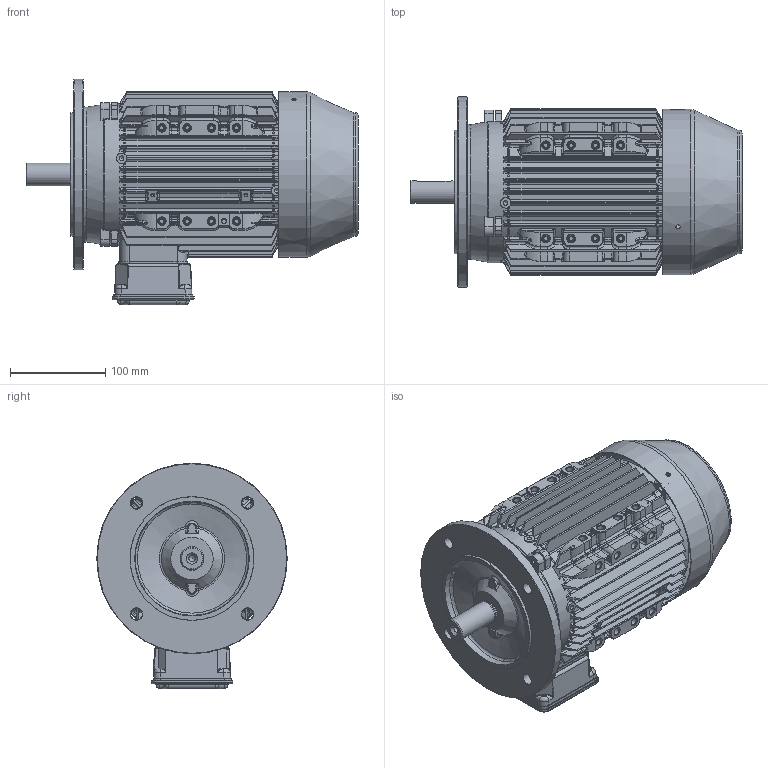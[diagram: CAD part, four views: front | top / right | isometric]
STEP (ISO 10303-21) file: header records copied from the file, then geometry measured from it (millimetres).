
FILE_DESCRIPTION( ( 'Unknown' ), '1' );
FILE_NAME( 'WP-DA90SX B14.stp', 'Unknown', ( 'Unknown' ), ( 'Unknown' ), 'PSStep 17.0.49', 'Unknown', ' ' );
FILE_SCHEMA( ( 'AUTOMOTIVE_DESIGN { 1 0 10303 214 1 1 1 1 }' ) );
Length unit declared in the file: millimetre
Products named in the file (2): 1; 2
Bounding box: 348.57 x 200 x 236.7 mm (x, y, z)
Volume: 1293720.5 mm3; surface area: 618233.5 mm2
Topology: 2 solids, 5 shells, 3042 faces, 7344 edges, 4312 vertices
Faces by surface type: cylinder 933, bspline 734, plane 601, torus 313, sphere 252, cone 209
Full cylindrical faces by diameter (mm): 2.8 x2, 3.2 x4, 3.6 x4, 3.85 x4, 4.351 x3, 4.5 x9, 4.74 x2, 4.79 x1, 5 x12, 5.5 x8, 5.6 x4, 5.8 x10, 6 x4, 6.647 x2, 12 x4, 23.248 x1, 24 x1, 25 x2, 35 x1, 52 x1, 60 x1, 127.767 x1, 129.767 x1, 130 x1, 137.25 x1, 138 x1, 144.5 x2, 149 x2, 171.6 x1, 173.6 x1
Entity records: 185933 total; most frequent: CARTESIAN_POINT 97078, ORIENTED_EDGE 13700, DIRECTION 13188, EDGE_CURVE 6850, AXIS2_PLACEMENT_3D 5620, VERTEX_POINT 4157, EDGE_LOOP 3400, FACE_OUTER_BOUND 3147
